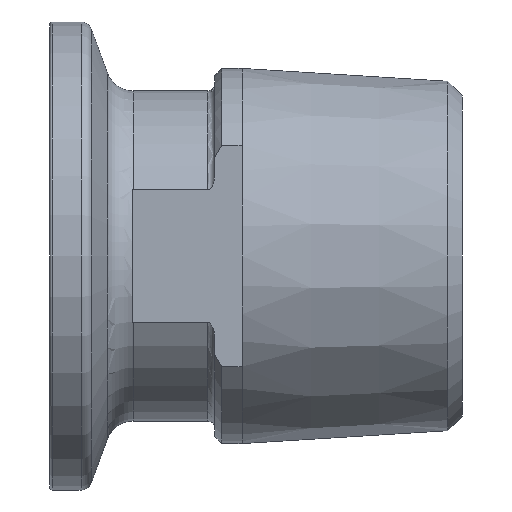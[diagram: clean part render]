
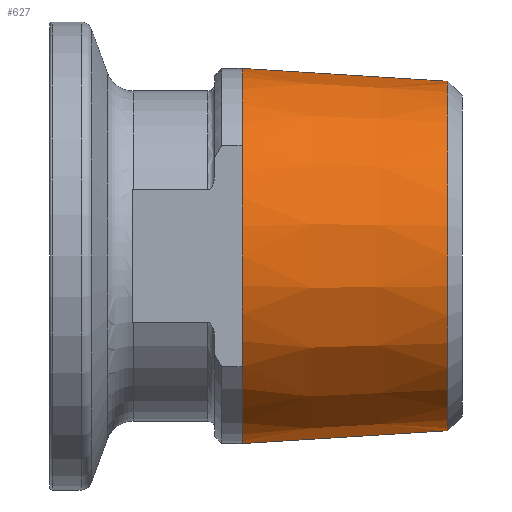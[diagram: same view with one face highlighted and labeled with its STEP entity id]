
A CAD part, front view. The second image highlights one B-rep face of the part: STEP entity #627.
In plain terms, the highlighted conical face has half-angle 3.576 degrees and reference radius 12.624 mm.
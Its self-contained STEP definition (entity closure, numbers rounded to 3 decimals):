
#31 = ORIENTED_EDGE ( 'NONE', *, *, #945, .F. ) ;
#52 = DIRECTION ( 'NONE',  ( -1., 0., 0. ) ) ;
#57 = CIRCLE ( 'NONE', #805, 12.691 ) ;
#71 = VERTEX_POINT ( 'NONE', #1077 ) ;
#85 = DIRECTION ( 'NONE',  ( 0., 0., 1. ) ) ;
#89 = CARTESIAN_POINT ( 'NONE',  ( 28.933, 0., -12.691 ) ) ;
#103 = EDGE_LOOP ( 'NONE', ( #1381, #768, #133, #978, #587, #1069, #496, #31 ) ) ;
#113 = CARTESIAN_POINT ( 'NONE',  ( 14., -11., 8.039 ) ) ;
#126 = DIRECTION ( 'NONE',  ( -0.998, 0., 0.062 ) ) ;
#133 = ORIENTED_EDGE ( 'NONE', *, *, #712, .T. ) ;
#173 = EDGE_CURVE ( 'NONE', #958, #1209, #1020, .T. ) ;
#197 = VERTEX_POINT ( 'NONE', #662 ) ;
#201 = CARTESIAN_POINT ( 'NONE',  ( 13.989, -11., 8.04 ) ) ;
#221 = DIRECTION ( 'NONE',  ( -1., 0., 0. ) ) ;
#240 = B_SPLINE_CURVE_WITH_KNOTS ( 'NONE', 3,
 ( #829, #948, #960, #113 ),
 .UNSPECIFIED., .F., .F.,
 ( 4, 4 ),
 ( 0.026, 0.026 ),
 .UNSPECIFIED. ) ;
#246 = EDGE_CURVE ( 'NONE', #958, #715, #240, .T. ) ;
#261 = CONICAL_SURFACE ( 'NONE', #1536, 12.624, 0.062 ) ;
#275 = DIRECTION ( 'NONE',  ( 0., 0., 1. ) ) ;
#278 = VERTEX_POINT ( 'NONE', #466 ) ;
#315 = DIRECTION ( 'NONE',  ( -1., 0., 0. ) ) ;
#366 = VECTOR ( 'NONE', #1324, 1000. ) ;
#389 = DIRECTION ( 'NONE',  ( -1., 0., 0. ) ) ;
#400 = DIRECTION ( 'NONE',  ( 0., 0., -1. ) ) ;
#425 = CARTESIAN_POINT ( 'NONE',  ( 13.989, 0., 0. ) ) ;
#433 = CARTESIAN_POINT ( 'NONE',  ( 14., -11., -8.039 ) ) ;
#466 = CARTESIAN_POINT ( 'NONE',  ( 14., -11., -8.039 ) ) ;
#496 = ORIENTED_EDGE ( 'NONE', *, *, #622, .T. ) ;
#505 = CIRCLE ( 'NONE', #1395, 13.625 ) ;
#520 = CARTESIAN_POINT ( 'NONE',  ( 13.989, 0., 13.625 ) ) ;
#527 = CIRCLE ( 'NONE', #707, 13.624 ) ;
#560 = CARTESIAN_POINT ( 'NONE',  ( 30., 0., -12.624 ) ) ;
#572 = LINE ( 'NONE', #1088, #758 ) ;
#587 = ORIENTED_EDGE ( 'NONE', *, *, #246, .T. ) ;
#622 = EDGE_CURVE ( 'NONE', #278, #71, #648, .T. ) ;
#627 = ADVANCED_FACE ( 'NONE', ( #1032 ), #261, .T. ) ;
#648 = B_SPLINE_CURVE_WITH_KNOTS ( 'NONE', 3,
 ( #433, #1162, #1421, #921 ),
 .UNSPECIFIED., .F., .F.,
 ( 4, 4 ),
 ( 0.025, 0.025 ),
 .UNSPECIFIED. ) ;
#662 = CARTESIAN_POINT ( 'NONE',  ( 28.933, 0., 12.691 ) ) ;
#671 = LINE ( 'NONE', #560, #366 ) ;
#707 = AXIS2_PLACEMENT_3D ( 'NONE', #1272, #1503, #1247 ) ;
#712 = EDGE_CURVE ( 'NONE', #197, #1209, #572, .T. ) ;
#715 = VERTEX_POINT ( 'NONE', #1351 ) ;
#758 = VECTOR ( 'NONE', #126, 1000. ) ;
#768 = ORIENTED_EDGE ( 'NONE', *, *, #819, .T. ) ;
#798 = CARTESIAN_POINT ( 'NONE',  ( 13.989, 0., -13.625 ) ) ;
#805 = AXIS2_PLACEMENT_3D ( 'NONE', #1368, #52, #400 ) ;
#819 = EDGE_CURVE ( 'NONE', #961, #197, #57, .T. ) ;
#829 = CARTESIAN_POINT ( 'NONE',  ( 13.989, -11., 8.04 ) ) ;
#850 = EDGE_CURVE ( 'NONE', #715, #278, #527, .T. ) ;
#885 = AXIS2_PLACEMENT_3D ( 'NONE', #425, #221, #1070 ) ;
#921 = CARTESIAN_POINT ( 'NONE',  ( 13.989, -11., -8.04 ) ) ;
#945 = EDGE_CURVE ( 'NONE', #1331, #71, #505, .T. ) ;
#948 = CARTESIAN_POINT ( 'NONE',  ( 13.993, -11., 8.04 ) ) ;
#958 = VERTEX_POINT ( 'NONE', #201 ) ;
#960 = CARTESIAN_POINT ( 'NONE',  ( 13.996, -11., 8.039 ) ) ;
#961 = VERTEX_POINT ( 'NONE', #89 ) ;
#978 = ORIENTED_EDGE ( 'NONE', *, *, #173, .F. ) ;
#1020 = CIRCLE ( 'NONE', #885, 13.625 ) ;
#1032 = FACE_OUTER_BOUND ( 'NONE', #103, .T. ) ;
#1069 = ORIENTED_EDGE ( 'NONE', *, *, #850, .T. ) ;
#1070 = DIRECTION ( 'NONE',  ( 0., 0., 1. ) ) ;
#1077 = CARTESIAN_POINT ( 'NONE',  ( 13.989, -11., -8.04 ) ) ;
#1088 = CARTESIAN_POINT ( 'NONE',  ( 30., 0., 12.624 ) ) ;
#1162 = CARTESIAN_POINT ( 'NONE',  ( 13.996, -11., -8.039 ) ) ;
#1209 = VERTEX_POINT ( 'NONE', #520 ) ;
#1247 = DIRECTION ( 'NONE',  ( 0., 0., -1. ) ) ;
#1272 = CARTESIAN_POINT ( 'NONE',  ( 14., 0., 0. ) ) ;
#1324 = DIRECTION ( 'NONE',  ( -0.998, 0., -0.062 ) ) ;
#1331 = VERTEX_POINT ( 'NONE', #798 ) ;
#1351 = CARTESIAN_POINT ( 'NONE',  ( 14., -11., 8.039 ) ) ;
#1368 = CARTESIAN_POINT ( 'NONE',  ( 28.933, 0., 0. ) ) ;
#1378 = EDGE_CURVE ( 'NONE', #961, #1331, #671, .T. ) ;
#1381 = ORIENTED_EDGE ( 'NONE', *, *, #1378, .F. ) ;
#1395 = AXIS2_PLACEMENT_3D ( 'NONE', #1498, #389, #275 ) ;
#1421 = CARTESIAN_POINT ( 'NONE',  ( 13.993, -11., -8.04 ) ) ;
#1498 = CARTESIAN_POINT ( 'NONE',  ( 13.989, 0., 0. ) ) ;
#1503 = DIRECTION ( 'NONE',  ( 1., 0., 0. ) ) ;
#1523 = CARTESIAN_POINT ( 'NONE',  ( 30., 0., 0. ) ) ;
#1536 = AXIS2_PLACEMENT_3D ( 'NONE', #1523, #315, #85 ) ;
